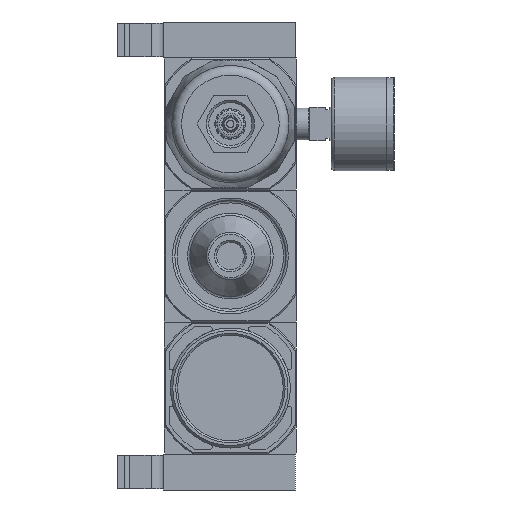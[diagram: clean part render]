
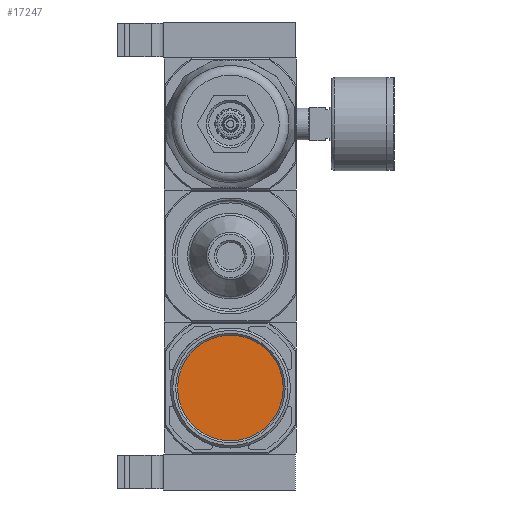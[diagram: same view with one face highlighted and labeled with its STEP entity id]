
A CAD part, front view. The second image highlights one B-rep face of the part: STEP entity #17247.
In plain terms, the highlighted planar face has unit normal (0, -1, 0).
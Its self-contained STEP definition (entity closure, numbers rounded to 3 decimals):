
#1830=CIRCLE('',#24462,22.);
#6437=ORIENTED_EDGE('',*,*,#8930,.T.);
#8930=EDGE_CURVE('',#10605,#10605,#1830,.T.);
#10605=VERTEX_POINT('',#35813);
#14221=EDGE_LOOP('',(#6437));
#15596=FACE_BOUND('',#14221,.T.);
#16225=PLANE('',#24461);
#17247=ADVANCED_FACE('',(#15596),#16225,.T.);
#24461=AXIS2_PLACEMENT_3D('',#35811,#29471,#29472);
#24462=AXIS2_PLACEMENT_3D('',#35812,#29473,#29474);
#29471=DIRECTION('',(0.,-1.,0.));
#29472=DIRECTION('',(0.,0.,-1.));
#29473=DIRECTION('',(0.,-1.,0.));
#29474=DIRECTION('',(0.,0.,-1.));
#35811=CARTESIAN_POINT('',(0.,-44.8,0.));
#35812=CARTESIAN_POINT('',(0.,-44.8,0.));
#35813=CARTESIAN_POINT('',(0.,-44.8,-22.));
